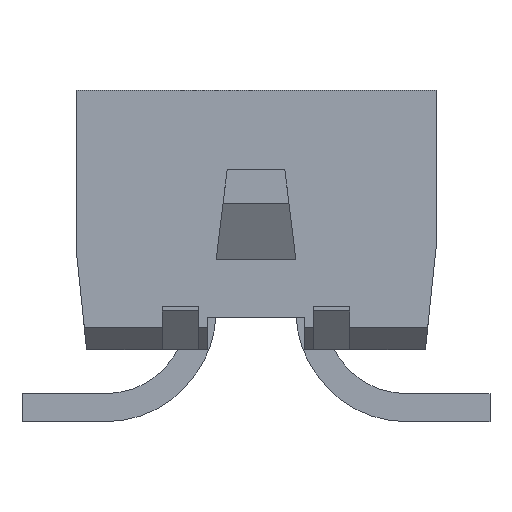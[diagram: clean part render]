
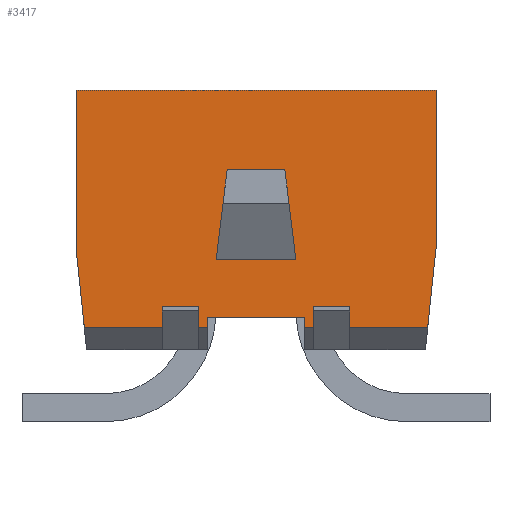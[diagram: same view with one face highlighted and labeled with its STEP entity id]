
A CAD part, front view. The second image highlights one B-rep face of the part: STEP entity #3417.
In plain terms, the highlighted planar face has unit normal (0, -1, 0).
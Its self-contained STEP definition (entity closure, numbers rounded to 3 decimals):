
#121=DIRECTION('',(-1.,0.,0.));
#122=VECTOR('',#121,1.35);
#123=CARTESIAN_POINT('',(0.675,-6.12,1.45));
#124=LINE('',#123,#122);
#129=DIRECTION('',(0.,0.,1.));
#130=VECTOR('',#129,0.15);
#131=CARTESIAN_POINT('',(0.675,-6.12,1.3));
#132=LINE('',#131,#130);
#173=DIRECTION('',(0.,0.,-1.));
#174=VECTOR('',#173,0.3);
#175=CARTESIAN_POINT('',(0.8,-6.12,1.6));
#176=LINE('',#175,#174);
#189=DIRECTION('',(0.,0.,1.));
#190=VECTOR('',#189,0.3);
#191=CARTESIAN_POINT('',(-1.3,-6.12,1.3));
#192=LINE('',#191,#190);
#193=DIRECTION('',(1.,0.,0.));
#194=VECTOR('',#193,1.084);
#195=CARTESIAN_POINT('',(-2.384,-6.12,1.3));
#196=LINE('',#195,#194);
#197=DIRECTION('',(0.105,0.,-0.995));
#198=VECTOR('',#197,1.106);
#199=CARTESIAN_POINT('',(-2.5,-6.12,2.4));
#200=LINE('',#199,#198);
#201=DIRECTION('',(0.105,0.,0.995));
#202=VECTOR('',#201,1.106);
#203=CARTESIAN_POINT('',(2.384,-6.12,1.3));
#204=LINE('',#203,#202);
#205=DIRECTION('',(1.,0.,0.));
#206=VECTOR('',#205,1.084);
#207=CARTESIAN_POINT('',(1.3,-6.12,1.3));
#208=LINE('',#207,#206);
#209=DIRECTION('',(1.,0.,0.));
#210=VECTOR('',#209,0.5);
#211=CARTESIAN_POINT('',(0.8,-6.12,1.6));
#212=LINE('',#211,#210);
#213=DIRECTION('',(1.,0.,0.));
#214=VECTOR('',#213,0.125);
#215=CARTESIAN_POINT('',(0.675,-6.12,1.3));
#216=LINE('',#215,#214);
#217=DIRECTION('',(1.,0.,0.));
#218=VECTOR('',#217,0.125);
#219=CARTESIAN_POINT('',(-0.8,-6.12,1.3));
#220=LINE('',#219,#218);
#221=DIRECTION('',(0.,0.,-1.));
#222=VECTOR('',#221,0.3);
#223=CARTESIAN_POINT('',(-0.8,-6.12,1.6));
#224=LINE('',#223,#222);
#225=DIRECTION('',(1.,0.,0.));
#226=VECTOR('',#225,0.5);
#227=CARTESIAN_POINT('',(-1.3,-6.12,1.6));
#228=LINE('',#227,#226);
#229=DIRECTION('',(0.122,0.,-0.993));
#230=VECTOR('',#229,1.259);
#231=CARTESIAN_POINT('',(0.4,-6.12,3.5));
#232=LINE('',#231,#230);
#233=DIRECTION('',(0.122,0.,0.993));
#234=VECTOR('',#233,1.259);
#235=CARTESIAN_POINT('',(-0.553,-6.12,2.25));
#236=LINE('',#235,#234);
#301=DIRECTION('',(0.,0.,-1.));
#302=VECTOR('',#301,0.15);
#303=CARTESIAN_POINT('',(-0.675,-6.12,1.45));
#304=LINE('',#303,#302);
#453=DIRECTION('',(0.,0.,1.));
#454=VECTOR('',#453,2.2);
#455=CARTESIAN_POINT('',(-2.5,-6.12,2.4));
#456=LINE('',#455,#454);
#469=DIRECTION('',(1.,0.,0.));
#470=VECTOR('',#469,5.);
#471=CARTESIAN_POINT('',(-2.5,-6.12,4.6));
#472=LINE('',#471,#470);
#481=DIRECTION('',(0.,0.,-1.));
#482=VECTOR('',#481,2.2);
#483=CARTESIAN_POINT('',(2.5,-6.12,4.6));
#484=LINE('',#483,#482);
#965=DIRECTION('',(0.,0.,1.));
#966=VECTOR('',#965,0.3);
#967=CARTESIAN_POINT('',(1.3,-6.12,1.3));
#968=LINE('',#967,#966);
#1005=DIRECTION('',(1.,0.,0.));
#1006=VECTOR('',#1005,1.107);
#1007=CARTESIAN_POINT('',(-0.553,-6.12,2.25));
#1008=LINE('',#1007,#1006);
#1013=DIRECTION('',(-1.,0.,0.));
#1014=VECTOR('',#1013,0.8);
#1015=CARTESIAN_POINT('',(0.4,-6.12,3.5));
#1016=LINE('',#1015,#1014);
#2229=CARTESIAN_POINT('',(0.8,-6.12,1.6));
#2230=CARTESIAN_POINT('',(1.3,-6.12,1.6));
#2231=VERTEX_POINT('',#2229);
#2232=VERTEX_POINT('',#2230);
#2237=CARTESIAN_POINT('',(-1.3,-6.12,1.6));
#2238=CARTESIAN_POINT('',(-0.8,-6.12,1.6));
#2239=VERTEX_POINT('',#2237);
#2240=VERTEX_POINT('',#2238);
#2325=CARTESIAN_POINT('',(-0.8,-6.12,1.3));
#2326=VERTEX_POINT('',#2325);
#2327=CARTESIAN_POINT('',(-1.3,-6.12,1.3));
#2328=VERTEX_POINT('',#2327);
#2329=CARTESIAN_POINT('',(-0.675,-6.12,1.3));
#2330=VERTEX_POINT('',#2329);
#2331=CARTESIAN_POINT('',(-2.384,-6.12,1.3));
#2332=VERTEX_POINT('',#2331);
#2333=CARTESIAN_POINT('',(1.3,-6.12,1.3));
#2334=VERTEX_POINT('',#2333);
#2335=CARTESIAN_POINT('',(2.384,-6.12,1.3));
#2336=VERTEX_POINT('',#2335);
#2337=CARTESIAN_POINT('',(0.8,-6.12,1.3));
#2338=VERTEX_POINT('',#2337);
#2339=CARTESIAN_POINT('',(0.675,-6.12,1.3));
#2340=VERTEX_POINT('',#2339);
#2341=CARTESIAN_POINT('',(-2.5,-6.12,2.4));
#2342=VERTEX_POINT('',#2341);
#2343=CARTESIAN_POINT('',(-2.5,-6.12,4.6));
#2344=VERTEX_POINT('',#2343);
#2345=CARTESIAN_POINT('',(2.5,-6.12,4.6));
#2346=VERTEX_POINT('',#2345);
#2347=CARTESIAN_POINT('',(2.5,-6.12,2.4));
#2348=VERTEX_POINT('',#2347);
#2349=CARTESIAN_POINT('',(0.675,-6.12,1.45));
#2350=VERTEX_POINT('',#2349);
#2351=CARTESIAN_POINT('',(-0.675,-6.12,1.45));
#2352=VERTEX_POINT('',#2351);
#2353=CARTESIAN_POINT('',(0.4,-6.12,3.5));
#2354=CARTESIAN_POINT('',(0.553,-6.12,2.25));
#2355=VERTEX_POINT('',#2353);
#2356=VERTEX_POINT('',#2354);
#2357=CARTESIAN_POINT('',(-0.4,-6.12,3.5));
#2358=VERTEX_POINT('',#2357);
#2359=CARTESIAN_POINT('',(-0.553,-6.12,2.25));
#2360=VERTEX_POINT('',#2359);
#3369=CARTESIAN_POINT('',(0.,-6.12,2.95));
#3370=DIRECTION('',(0.,-1.,0.));
#3371=DIRECTION('',(-1.,0.,0.));
#3372=AXIS2_PLACEMENT_3D('',#3369,#3370,#3371);
#3373=PLANE('',#3372);
#3375=ORIENTED_EDGE('',*,*,#3374,.F.);
#3377=ORIENTED_EDGE('',*,*,#3376,.F.);
#3379=ORIENTED_EDGE('',*,*,#3378,.F.);
#3381=ORIENTED_EDGE('',*,*,#3380,.T.);
#3383=ORIENTED_EDGE('',*,*,#3382,.T.);
#3385=ORIENTED_EDGE('',*,*,#3384,.T.);
#3386=ORIENTED_EDGE('',*,*,#3097,.F.);
#3388=ORIENTED_EDGE('',*,*,#3387,.F.);
#3390=ORIENTED_EDGE('',*,*,#3389,.T.);
#3392=ORIENTED_EDGE('',*,*,#3391,.F.);
#3393=ORIENTED_EDGE('',*,*,#3333,.T.);
#3394=ORIENTED_EDGE('',*,*,#3357,.F.);
#3395=ORIENTED_EDGE('',*,*,#3238,.T.);
#3396=ORIENTED_EDGE('',*,*,#3138,.T.);
#3398=ORIENTED_EDGE('',*,*,#3397,.T.);
#3400=ORIENTED_EDGE('',*,*,#3399,.F.);
#3402=ORIENTED_EDGE('',*,*,#3401,.F.);
#3404=ORIENTED_EDGE('',*,*,#3403,.F.);
#3405=EDGE_LOOP('',(#3375,#3377,#3379,#3381,#3383,#3385,#3386,#3388,#3390,#3392,
#3393,#3394,#3395,#3396,#3398,#3400,#3402,#3404));
#3406=FACE_OUTER_BOUND('',#3405,.F.);
#3408=ORIENTED_EDGE('',*,*,#3407,.F.);
#3410=ORIENTED_EDGE('',*,*,#3409,.T.);
#3412=ORIENTED_EDGE('',*,*,#3411,.F.);
#3414=ORIENTED_EDGE('',*,*,#3413,.T.);
#3415=EDGE_LOOP('',(#3408,#3410,#3412,#3414));
#3416=FACE_BOUND('',#3415,.F.);
#3417=ADVANCED_FACE('',(#3406,#3416),#3373,.T.);
#3097=EDGE_CURVE('',#2336,#2348,#204,.T.);
#3138=EDGE_CURVE('',#2350,#2352,#124,.T.);
#3238=EDGE_CURVE('',#2340,#2350,#132,.T.);
#3333=EDGE_CURVE('',#2231,#2338,#176,.T.);
#3357=EDGE_CURVE('',#2340,#2338,#216,.T.);
#3374=EDGE_CURVE('',#2328,#2239,#192,.T.);
#3376=EDGE_CURVE('',#2332,#2328,#196,.T.);
#3378=EDGE_CURVE('',#2342,#2332,#200,.T.);
#3380=EDGE_CURVE('',#2342,#2344,#456,.T.);
#3382=EDGE_CURVE('',#2344,#2346,#472,.T.);
#3384=EDGE_CURVE('',#2346,#2348,#484,.T.);
#3387=EDGE_CURVE('',#2334,#2336,#208,.T.);
#3389=EDGE_CURVE('',#2334,#2232,#968,.T.);
#3391=EDGE_CURVE('',#2231,#2232,#212,.T.);
#3397=EDGE_CURVE('',#2352,#2330,#304,.T.);
#3399=EDGE_CURVE('',#2326,#2330,#220,.T.);
#3401=EDGE_CURVE('',#2240,#2326,#224,.T.);
#3403=EDGE_CURVE('',#2239,#2240,#228,.T.);
#3407=EDGE_CURVE('',#2355,#2356,#232,.T.);
#3409=EDGE_CURVE('',#2355,#2358,#1016,.T.);
#3411=EDGE_CURVE('',#2360,#2358,#236,.T.);
#3413=EDGE_CURVE('',#2360,#2356,#1008,.T.);
